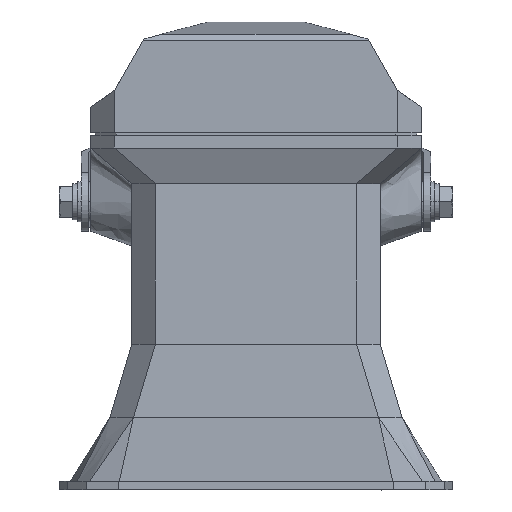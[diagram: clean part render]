
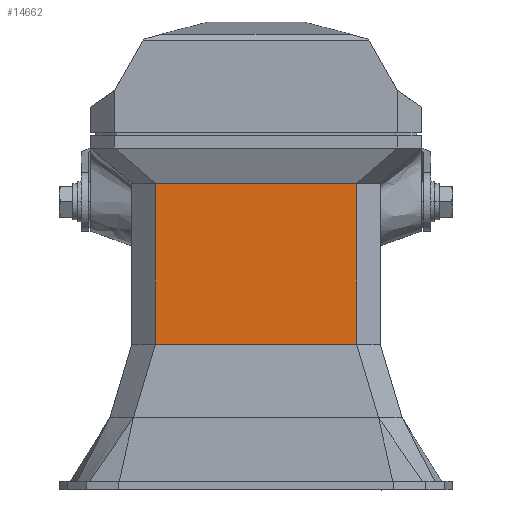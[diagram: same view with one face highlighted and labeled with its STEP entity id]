
A CAD part, top view. The second image highlights one B-rep face of the part: STEP entity #14662.
In plain terms, the highlighted planar face has unit normal (0, 0.024, 1).
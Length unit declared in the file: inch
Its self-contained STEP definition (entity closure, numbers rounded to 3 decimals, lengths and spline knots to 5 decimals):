
#445 = FACE_OUTER_BOUND ( 'NONE', #554, .T. ) ;
#554 = EDGE_LOOP ( 'NONE', ( #5861, #11719, #12630, #5833 ) ) ;
#1089 = CARTESIAN_POINT ( 'NONE',  ( -2.04348, -2.81401, 5.7005 ) ) ;
#1393 = VECTOR ( 'NONE', #5652, 39.37008 ) ;
#1409 = VERTEX_POINT ( 'NONE', #4345 ) ;
#1876 = CARTESIAN_POINT ( 'NONE',  ( -1.67722, -2.81401, 5.7005 ) ) ;
#2108 = VERTEX_POINT ( 'NONE', #10734 ) ;
#2238 = VERTEX_POINT ( 'NONE', #14956 ) ;
#3099 = AXIS2_PLACEMENT_3D ( 'NONE', #14773, #15994, #9964 ) ;
#3632 = DIRECTION ( 'NONE',  ( -1., 0., 0. ) ) ;
#3729 = DIRECTION ( 'NONE',  ( 0., 1., -0.024 ) ) ;
#3925 = LINE ( 'NONE', #10697, #7420 ) ;
#4345 = CARTESIAN_POINT ( 'NONE',  ( 1.6778, -0.13269, 5.63504 ) ) ;
#4469 = VECTOR ( 'NONE', #3729, 39.37008 ) ;
#4722 = EDGE_CURVE ( 'NONE', #2108, #1409, #10835, .T. ) ;
#4808 = VECTOR ( 'NONE', #3632, 39.37008 ) ;
#5029 = CARTESIAN_POINT ( 'NONE',  ( 1.6778, -0.13269, 5.63504 ) ) ;
#5316 = DIRECTION ( 'NONE',  ( 0., 1., -0.024 ) ) ;
#5652 = DIRECTION ( 'NONE',  ( -1., 0., 0. ) ) ;
#5833 = ORIENTED_EDGE ( 'NONE', *, *, #10907, .T. ) ;
#5861 = ORIENTED_EDGE ( 'NONE', *, *, #12689, .F. ) ;
#6031 = VERTEX_POINT ( 'NONE', #1876 ) ;
#6944 = CARTESIAN_POINT ( 'NONE',  ( -1.67722, -0.13269, 5.63504 ) ) ;
#7420 = VECTOR ( 'NONE', #5316, 39.37008 ) ;
#8526 = PLANE ( 'NONE',  #3099 ) ;
#9964 = DIRECTION ( 'NONE',  ( 0., -1., 0.024 ) ) ;
#10697 = CARTESIAN_POINT ( 'NONE',  ( -1.67722, -2.81401, 5.7005 ) ) ;
#10734 = CARTESIAN_POINT ( 'NONE',  ( 1.6778, -2.81401, 5.7005 ) ) ;
#10835 = LINE ( 'NONE', #5029, #4469 ) ;
#10907 = EDGE_CURVE ( 'NONE', #1409, #2238, #11285, .T. ) ;
#11285 = LINE ( 'NONE', #6944, #1393 ) ;
#11719 = ORIENTED_EDGE ( 'NONE', *, *, #16073, .F. ) ;
#12630 = ORIENTED_EDGE ( 'NONE', *, *, #4722, .T. ) ;
#12689 = EDGE_CURVE ( 'NONE', #6031, #2238, #3925, .T. ) ;
#14662 = ADVANCED_FACE ( 'NONE', ( #445 ), #8526, .T. ) ;
#14773 = CARTESIAN_POINT ( 'NONE',  ( -1.67722, -0.13269, 5.63504 ) ) ;
#14956 = CARTESIAN_POINT ( 'NONE',  ( -1.67722, -0.13269, 5.63504 ) ) ;
#15483 = LINE ( 'NONE', #1089, #4808 ) ;
#15994 = DIRECTION ( 'NONE',  ( 0., 0.024, 1. ) ) ;
#16073 = EDGE_CURVE ( 'NONE', #2108, #6031, #15483, .T. ) ;
